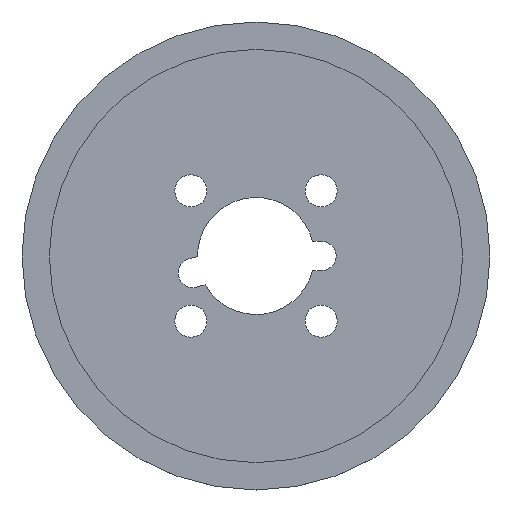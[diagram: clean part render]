
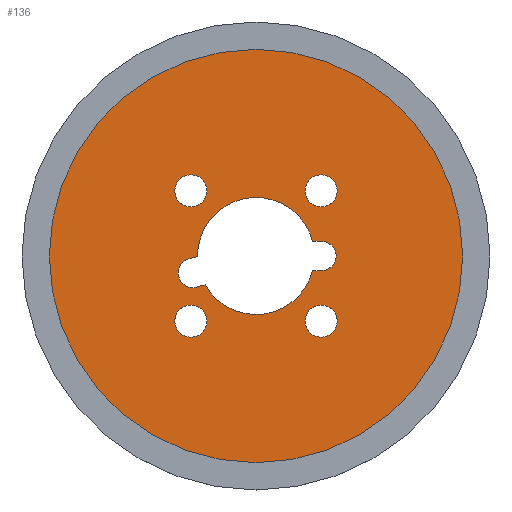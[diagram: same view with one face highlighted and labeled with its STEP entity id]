
A CAD part, top view. The second image highlights one B-rep face of the part: STEP entity #136.
In plain terms, the highlighted planar face has unit normal (0, 0, 1).
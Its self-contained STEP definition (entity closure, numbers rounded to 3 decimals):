
#62=FACE_BOUND('',#185,.T.);
#63=FACE_BOUND('',#186,.T.);
#64=FACE_BOUND('',#187,.T.);
#65=FACE_BOUND('',#188,.T.);
#66=FACE_BOUND('',#189,.T.);
#67=FACE_BOUND('',#190,.T.);
#97=CIRCLE('',#431,20.004);
#99=CIRCLE('',#435,5.);
#101=CIRCLE('',#439,20.004);
#103=CIRCLE('',#443,5.);
#104=CIRCLE('',#445,5.5);
#106=CIRCLE('',#448,5.5);
#108=CIRCLE('',#451,5.5);
#110=CIRCLE('',#454,5.5);
#113=CIRCLE('',#458,79.4);
#136=ADVANCED_FACE('',(#62,#63,#64,#65,#66,#67),#150,.F.);
#150=PLANE('',#461);
#185=EDGE_LOOP('',(#262));
#186=EDGE_LOOP('',(#263));
#187=EDGE_LOOP('',(#264));
#188=EDGE_LOOP('',(#265));
#189=EDGE_LOOP('',(#266));
#190=EDGE_LOOP('',(#267,#268,#269,#270,#271,#272,#273,#274));
#262=ORIENTED_EDGE('',*,*,#355,.T.);
#263=ORIENTED_EDGE('',*,*,#353,.T.);
#264=ORIENTED_EDGE('',*,*,#351,.T.);
#265=ORIENTED_EDGE('',*,*,#349,.T.);
#266=ORIENTED_EDGE('',*,*,#358,.F.);
#267=ORIENTED_EDGE('',*,*,#327,.F.);
#268=ORIENTED_EDGE('',*,*,#348,.T.);
#269=ORIENTED_EDGE('',*,*,#345,.F.);
#270=ORIENTED_EDGE('',*,*,#343,.T.);
#271=ORIENTED_EDGE('',*,*,#340,.T.);
#272=ORIENTED_EDGE('',*,*,#337,.T.);
#273=ORIENTED_EDGE('',*,*,#333,.F.);
#274=ORIENTED_EDGE('',*,*,#331,.T.);
#293=VERTEX_POINT('',#604);
#294=VERTEX_POINT('',#606);
#295=VERTEX_POINT('',#610);
#298=VERTEX_POINT('',#618);
#299=VERTEX_POINT('',#622);
#301=VERTEX_POINT('',#628);
#303=VERTEX_POINT('',#634);
#306=VERTEX_POINT('',#642);
#307=VERTEX_POINT('',#649);
#309=VERTEX_POINT('',#654);
#311=VERTEX_POINT('',#659);
#313=VERTEX_POINT('',#664);
#316=VERTEX_POINT('',#671);
#327=EDGE_CURVE('',#293,#294,#369,.T.);
#331=EDGE_CURVE('',#295,#294,#97,.T.);
#333=EDGE_CURVE('',#295,#298,#373,.T.);
#337=EDGE_CURVE('',#299,#298,#99,.T.);
#340=EDGE_CURVE('',#301,#299,#378,.T.);
#343=EDGE_CURVE('',#303,#301,#101,.T.);
#345=EDGE_CURVE('',#303,#306,#381,.T.);
#348=EDGE_CURVE('',#293,#306,#103,.T.);
#349=EDGE_CURVE('',#307,#307,#104,.T.);
#351=EDGE_CURVE('',#309,#309,#106,.T.);
#353=EDGE_CURVE('',#311,#311,#108,.T.);
#355=EDGE_CURVE('',#313,#313,#110,.T.);
#358=EDGE_CURVE('',#316,#316,#113,.T.);
#369=LINE('',#605,#387);
#373=LINE('',#617,#391);
#378=LINE('',#631,#396);
#381=LINE('',#641,#399);
#387=VECTOR('',#485,1.);
#391=VECTOR('',#497,1.);
#396=VECTOR('',#510,1.);
#399=VECTOR('',#521,1.);
#431=AXIS2_PLACEMENT_3D('',#613,#492,#493);
#435=AXIS2_PLACEMENT_3D('',#625,#504,#505);
#439=AXIS2_PLACEMENT_3D('',#637,#516,#517);
#443=AXIS2_PLACEMENT_3D('',#646,#527,#528);
#445=AXIS2_PLACEMENT_3D('',#648,#531,#532);
#448=AXIS2_PLACEMENT_3D('',#653,#537,#538);
#451=AXIS2_PLACEMENT_3D('',#658,#543,#544);
#454=AXIS2_PLACEMENT_3D('',#663,#549,#550);
#458=AXIS2_PLACEMENT_3D('',#670,#557,#558);
#461=AXIS2_PLACEMENT_3D('',#674,#563,#564);
#485=DIRECTION('',(-1.,0.,0.));
#492=DIRECTION('',(0.,0.,-1.));
#493=DIRECTION('',(-1.,0.,0.));
#497=DIRECTION('',(-0.966,-0.259,0.));
#504=DIRECTION('',(0.,0.,-1.));
#505=DIRECTION('',(-1.,0.,0.));
#510=DIRECTION('',(-0.966,-0.259,0.));
#516=DIRECTION('',(0.,0.,-1.));
#517=DIRECTION('',(-1.,0.,0.));
#521=DIRECTION('',(1.,0.,0.));
#527=DIRECTION('',(0.,0.,-1.));
#528=DIRECTION('',(-1.,0.,0.));
#531=DIRECTION('',(0.,0.,-1.));
#532=DIRECTION('',(-1.,0.,0.));
#537=DIRECTION('',(0.,0.,-1.));
#538=DIRECTION('',(-1.,0.,0.));
#543=DIRECTION('',(0.,0.,-1.));
#544=DIRECTION('',(-1.,0.,0.));
#549=DIRECTION('',(0.,0.,-1.));
#550=DIRECTION('',(-1.,0.,0.));
#557=DIRECTION('',(0.,0.,-1.));
#558=DIRECTION('',(-1.,0.,0.));
#563=DIRECTION('',(0.,0.,-1.));
#564=DIRECTION('',(0.,-1.,0.));
#604=CARTESIAN_POINT('',(22.396,5.,0.));
#605=CARTESIAN_POINT('',(0.,5.,0.));
#606=CARTESIAN_POINT('',(19.369,5.,0.));
#610=CARTESIAN_POINT('',(-20.003,-0.183,0.));
#613=CARTESIAN_POINT('',(0.,0.,0.));
#617=CARTESIAN_POINT('',(-1.294,4.83,0.));
#618=CARTESIAN_POINT('',(-22.927,-0.967,0.));
#622=CARTESIAN_POINT('',(-20.339,-10.626,0.));
#625=CARTESIAN_POINT('',(-21.633,-5.797,0.));
#628=CARTESIAN_POINT('',(-17.415,-9.843,0.));
#631=CARTESIAN_POINT('',(-17.415,-9.843,0.));
#634=CARTESIAN_POINT('',(19.369,-5.,0.));
#637=CARTESIAN_POINT('',(0.,0.,0.));
#641=CARTESIAN_POINT('',(0.,-5.,0.));
#642=CARTESIAN_POINT('',(22.396,-5.,0.));
#646=CARTESIAN_POINT('',(22.396,0.,0.));
#648=CARTESIAN_POINT('',(22.274,-22.274,0.));
#649=CARTESIAN_POINT('',(16.774,-22.274,0.));
#653=CARTESIAN_POINT('',(-22.274,-22.274,0.));
#654=CARTESIAN_POINT('',(-27.774,-22.274,0.));
#658=CARTESIAN_POINT('',(-22.274,22.274,0.));
#659=CARTESIAN_POINT('',(-27.774,22.274,0.));
#663=CARTESIAN_POINT('',(22.274,22.274,0.));
#664=CARTESIAN_POINT('',(16.774,22.274,0.));
#670=CARTESIAN_POINT('',(0.,0.,0.));
#671=CARTESIAN_POINT('',(-79.4,0.,0.));
#674=CARTESIAN_POINT('',(0.,0.,0.));
